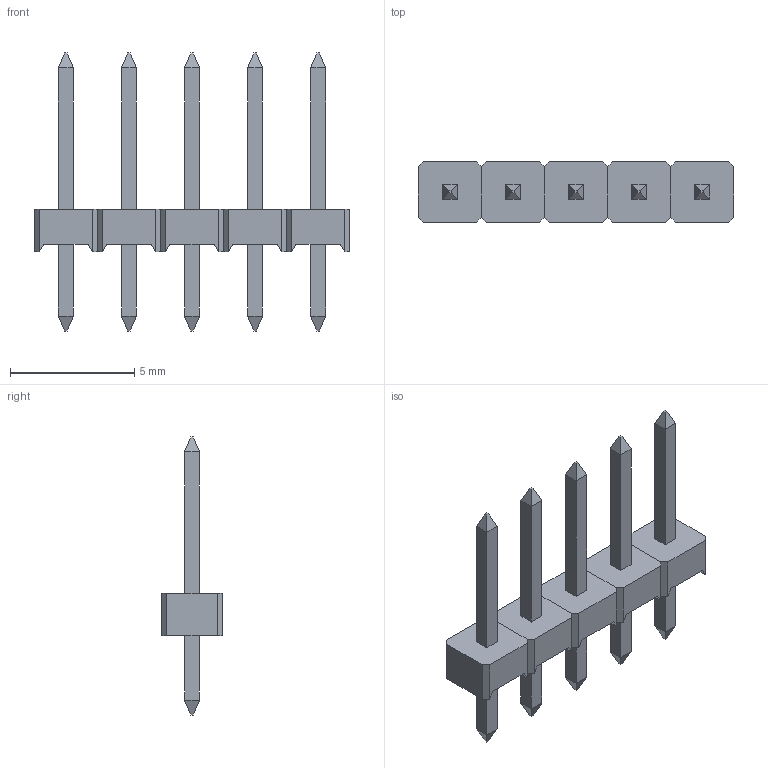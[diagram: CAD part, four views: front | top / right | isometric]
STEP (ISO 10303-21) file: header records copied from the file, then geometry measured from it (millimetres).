
FILE_DESCRIPTION((''),'2;1');
FILE_NAME('STELVIO-KONTEK_3860358105440.stp','2013-08-29T11:35:13',(''),(''),'Mechanical Desktop 2011','Mechanical Desktop 2011',', , ');
FILE_SCHEMA(('AUTOMOTIVE_DESIGN { 1 2 10303 214 1 1 1 1 }'));
Length unit declared in the file: millimetre
Products named in the file (1): Product
Bounding box: 12.7 x 2.45 x 11.2 mm (x, y, z)
Volume: 61.3 mm3; surface area: 256.6 mm2
Topology: 15 solids, 15 shells, 170 faces, 360 edges, 220 vertices
Faces by surface type: plane 170
Entity records: 4422 total; most frequent: CARTESIAN_POINT 751, ORIENTED_EDGE 720, DIRECTION 702, VECTOR 360, LINE 360, EDGE_CURVE 360, VERTEX_POINT 220, AXIS2_PLACEMENT_3D 171
